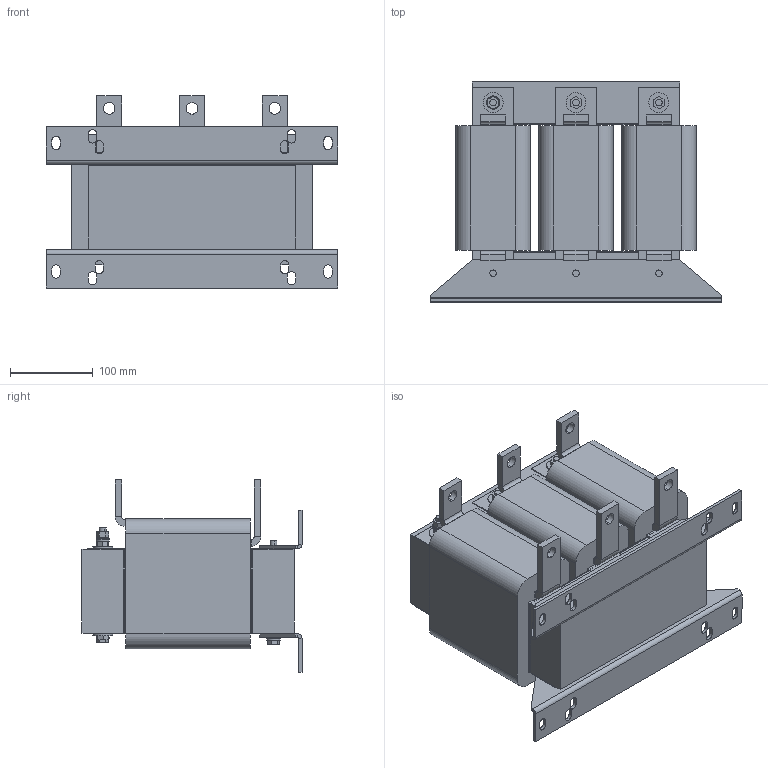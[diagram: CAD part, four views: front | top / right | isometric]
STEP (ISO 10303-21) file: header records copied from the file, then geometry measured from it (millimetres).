
FILE_DESCRIPTION (( 'STEP AP214' ), '1' );
FILE_NAME ('801496.STEP', '2023-10-27T08:06:24', ( '' ), ( '' ), 'SwSTEP 2.0', 'SolidWorks 2022', '' );
FILE_SCHEMA (( 'AUTOMOTIVE_DESIGN' ));
Length unit declared in the file: millimetre
Products named in the file (1): 801496
Bounding box: 352 x 265.5 x 231.78 mm (x, y, z)
Volume: 9243214.5 mm3; surface area: 553137.7 mm2
Topology: 1 solids, 1 shells, 485 faces, 1240 edges, 766 vertices
Faces by surface type: plane 355, cylinder 128, torus 2
Entity records: 14582 total; most frequent: CARTESIAN_POINT 2512, ORIENTED_EDGE 2480, DIRECTION 2478, EDGE_CURVE 1240, LINE 966, VECTOR 966, VERTEX_POINT 766, AXIS2_PLACEMENT_3D 756
